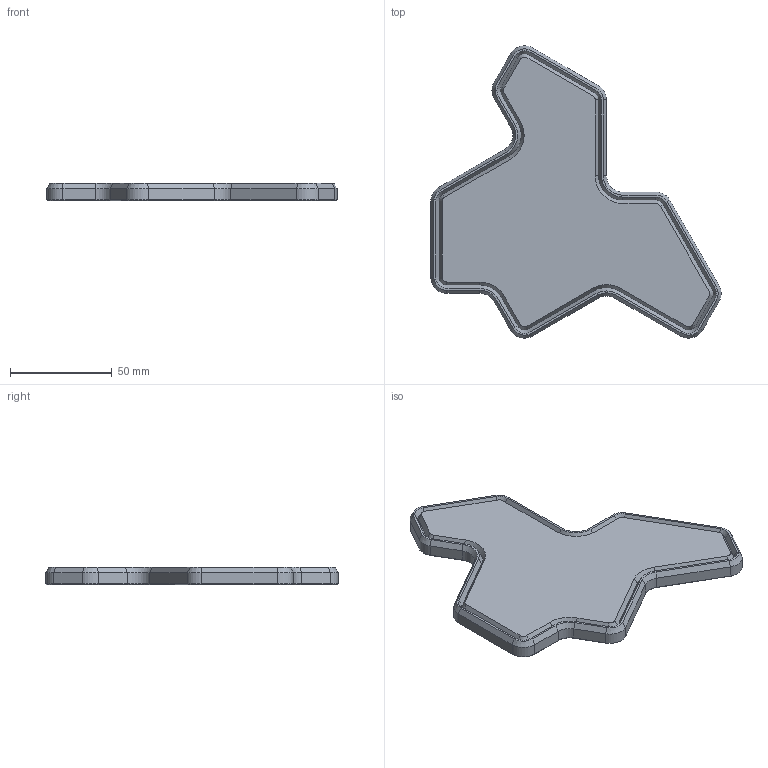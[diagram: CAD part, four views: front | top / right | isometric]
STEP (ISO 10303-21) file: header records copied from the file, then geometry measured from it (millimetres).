
FILE_DESCRIPTION(/* description */ (''),/* implementation_level */ '2;1');
FILE_NAME(/* name */ 'Aperiodic monotile open 2.step',/* time_stamp */ '2026-02-09T12:26:47-06:00',/* author */ (''),/* organization */ (''),/* preprocessor_version */ 'ST-DEVELOPER v20.1',/* originating_system */ 'Autodesk Translation Framework v14.24.0.0',/* authorisation */ '');
FILE_SCHEMA (('AUTOMOTIVE_DESIGN { 1 0 10303 214 3 1 1 }'));
Length unit declared in the file: millimetre
Products named in the file (1): Aperiodic monotile
Bounding box: 142.94 x 143.98 x 8.8 mm (x, y, z)
Volume: 154385.9 mm3; surface area: 55884.1 mm2
Topology: 3 solids, 3 shells, 292 faces, 676 edges, 390 vertices
Faces by surface type: plane 149, cone 91, cylinder 52
Entity records: 8115 total; most frequent: DIRECTION 1457, CARTESIAN_POINT 1359, ORIENTED_EDGE 1352, EDGE_CURVE 676, AXIS2_PLACEMENT_3D 488, LINE 481, VECTOR 481, VERTEX_POINT 390
